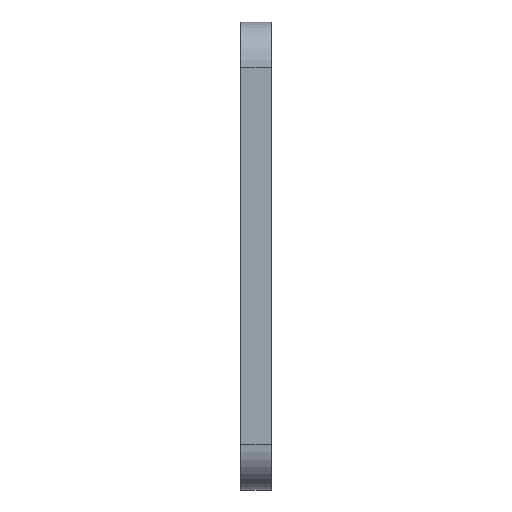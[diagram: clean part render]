
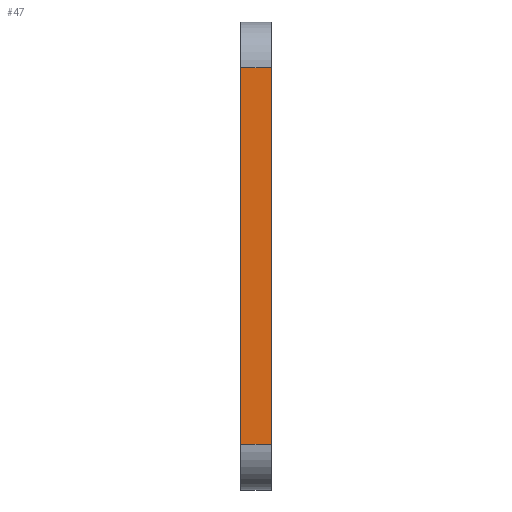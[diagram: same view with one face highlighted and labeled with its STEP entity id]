
A CAD part, left-side view. The second image highlights one B-rep face of the part: STEP entity #47.
In plain terms, the highlighted planar face has unit normal (-1, 0, 0).
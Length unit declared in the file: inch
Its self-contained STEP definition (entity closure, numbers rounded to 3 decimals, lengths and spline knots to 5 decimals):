
#47 = ADVANCED_FACE ( 'NONE', ( #1928 ), #694, .F. ) ;
#121 = CARTESIAN_POINT ( 'NONE',  ( -0.9575, 0.125, -0.77 ) ) ;
#156 = LINE ( 'NONE', #1212, #1480 ) ;
#306 = AXIS2_PLACEMENT_3D ( 'NONE', #988, #875, #867 ) ;
#558 = ORIENTED_EDGE ( 'NONE', *, *, #928, .F. ) ;
#591 = LINE ( 'NONE', #121, #1966 ) ;
#601 = CARTESIAN_POINT ( 'NONE',  ( -0.9575, 0., 0.77 ) ) ;
#677 = CARTESIAN_POINT ( 'NONE',  ( -0.9575, 0., -0.77 ) ) ;
#694 = PLANE ( 'NONE',  #306 ) ;
#695 = EDGE_CURVE ( 'NONE', #1000, #821, #591, .T. ) ;
#720 = CARTESIAN_POINT ( 'NONE',  ( -0.9575, 0.125, -0.77 ) ) ;
#736 = CARTESIAN_POINT ( 'NONE',  ( -0.9575, 0.125, 0.77 ) ) ;
#821 = VERTEX_POINT ( 'NONE', #677 ) ;
#860 = EDGE_LOOP ( 'NONE', ( #558, #1815, #2165, #1458 ) ) ;
#867 = DIRECTION ( 'NONE',  ( 0., 0., -1. ) ) ;
#875 = DIRECTION ( 'NONE',  ( 1., 0., 0. ) ) ;
#928 = EDGE_CURVE ( 'NONE', #1000, #2218, #156, .T. ) ;
#988 = CARTESIAN_POINT ( 'NONE',  ( -0.9575, 0.125, 0.9575 ) ) ;
#1000 = VERTEX_POINT ( 'NONE', #720 ) ;
#1045 = EDGE_CURVE ( 'NONE', #821, #1897, #1306, .T. ) ;
#1212 = CARTESIAN_POINT ( 'NONE',  ( -0.9575, 0.125, 0.9575 ) ) ;
#1243 = DIRECTION ( 'NONE',  ( 0., 0., 1. ) ) ;
#1295 = VECTOR ( 'NONE', #1951, 39.37008 ) ;
#1306 = LINE ( 'NONE', #1420, #1665 ) ;
#1398 = DIRECTION ( 'NONE',  ( 0., 0., 1. ) ) ;
#1420 = CARTESIAN_POINT ( 'NONE',  ( -0.9575, 0., 0.9575 ) ) ;
#1458 = ORIENTED_EDGE ( 'NONE', *, *, #1736, .T. ) ;
#1480 = VECTOR ( 'NONE', #1398, 39.37008 ) ;
#1665 = VECTOR ( 'NONE', #1243, 39.37008 ) ;
#1736 = EDGE_CURVE ( 'NONE', #1897, #2218, #2219, .T. ) ;
#1746 = CARTESIAN_POINT ( 'NONE',  ( -0.9575, 0.125, 0.77 ) ) ;
#1815 = ORIENTED_EDGE ( 'NONE', *, *, #695, .T. ) ;
#1897 = VERTEX_POINT ( 'NONE', #601 ) ;
#1928 = FACE_OUTER_BOUND ( 'NONE', #860, .T. ) ;
#1951 = DIRECTION ( 'NONE',  ( 0., 1., 0. ) ) ;
#1966 = VECTOR ( 'NONE', #2006, 39.37008 ) ;
#2006 = DIRECTION ( 'NONE',  ( 0., -1., 0. ) ) ;
#2165 = ORIENTED_EDGE ( 'NONE', *, *, #1045, .T. ) ;
#2218 = VERTEX_POINT ( 'NONE', #1746 ) ;
#2219 = LINE ( 'NONE', #736, #1295 ) ;
